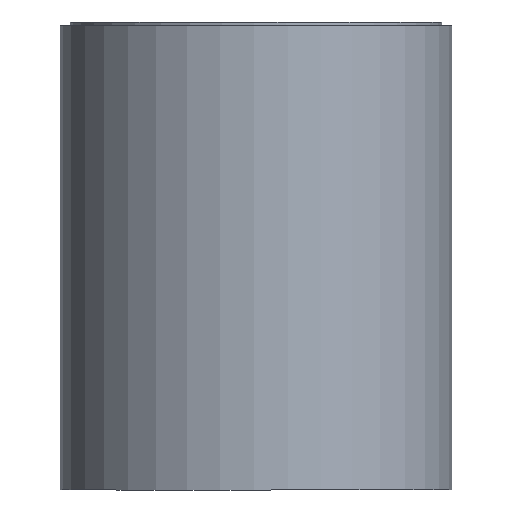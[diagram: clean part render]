
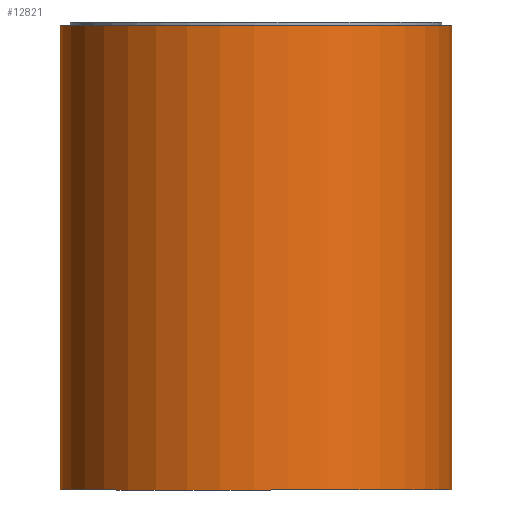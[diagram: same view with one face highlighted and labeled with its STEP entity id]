
A CAD part, front view. The second image highlights one B-rep face of the part: STEP entity #12821.
In plain terms, the highlighted cylindrical face has radius 52.75 mm (diameter 105.5 mm), a full revolution.
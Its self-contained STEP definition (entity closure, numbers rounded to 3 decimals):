
#1852=FACE_OUTER_BOUND('',#2659,.T.);
#2659=EDGE_LOOP('',(#10502,#10503,#10504,#10505,#10506,#10507));
#3388=LINE('',#28877,#4003);
#4003=VECTOR('',#16657,52.75);
#4732=CIRCLE('',#14079,52.75);
#4733=CIRCLE('',#14080,52.75);
#4734=CIRCLE('',#14082,52.75);
#4735=CIRCLE('',#14083,52.75);
#5829=VERTEX_POINT('',#28869);
#5830=VERTEX_POINT('',#28870);
#5831=VERTEX_POINT('',#28874);
#5832=VERTEX_POINT('',#28875);
#7503=EDGE_CURVE('',#5829,#5830,#4732,.T.);
#7504=EDGE_CURVE('',#5830,#5829,#4733,.T.);
#7505=EDGE_CURVE('',#5831,#5832,#4734,.T.);
#7506=EDGE_CURVE('',#5832,#5830,#3388,.T.);
#7507=EDGE_CURVE('',#5832,#5831,#4735,.T.);
#10502=ORIENTED_EDGE('',*,*,#7505,.T.);
#10503=ORIENTED_EDGE('',*,*,#7506,.T.);
#10504=ORIENTED_EDGE('',*,*,#7504,.T.);
#10505=ORIENTED_EDGE('',*,*,#7503,.T.);
#10506=ORIENTED_EDGE('',*,*,#7506,.F.);
#10507=ORIENTED_EDGE('',*,*,#7507,.T.);
#12387=CYLINDRICAL_SURFACE('',#14081,52.75);
#12821=ADVANCED_FACE('',(#1852),#12387,.T.);
#14079=AXIS2_PLACEMENT_3D('',#28871,#16649,#16650);
#14080=AXIS2_PLACEMENT_3D('',#28872,#16651,#16652);
#14081=AXIS2_PLACEMENT_3D('',#28873,#16653,#16654);
#14082=AXIS2_PLACEMENT_3D('',#28876,#16655,#16656);
#14083=AXIS2_PLACEMENT_3D('',#28878,#16658,#16659);
#16649=DIRECTION('center_axis',(0.,0.,
1.));
#16650=DIRECTION('ref_axis',(-0.936,0.353,0.));
#16651=DIRECTION('center_axis',(0.,0.,
1.));
#16652=DIRECTION('ref_axis',(-0.936,0.353,0.));
#16653=DIRECTION('center_axis',(0.,0.,
1.));
#16654=DIRECTION('ref_axis',(-0.353,-0.936,0.));
#16655=DIRECTION('center_axis',(0.,0.,
-1.));
#16656=DIRECTION('ref_axis',(-0.936,0.353,0.));
#16657=DIRECTION('',(0.,0.,-1.));
#16658=DIRECTION('center_axis',(0.,0.,
-1.));
#16659=DIRECTION('ref_axis',(-0.936,0.353,0.));
#28869=CARTESIAN_POINT('',(-49.351,18.628,0.));
#28870=CARTESIAN_POINT('',(18.628,49.351,0.));
#28871=CARTESIAN_POINT('Origin',(0.,0.,
0.));
#28872=CARTESIAN_POINT('Origin',(0.,0.,
0.));
#28873=CARTESIAN_POINT('Origin',(0.,0.,
0.));
#28874=CARTESIAN_POINT('',(-49.351,18.628,125.));
#28875=CARTESIAN_POINT('',(18.628,49.351,125.));
#28876=CARTESIAN_POINT('Origin',(0.,0.,
125.));
#28877=CARTESIAN_POINT('',(18.628,49.351,0.));
#28878=CARTESIAN_POINT('Origin',(0.,0.,
125.));
